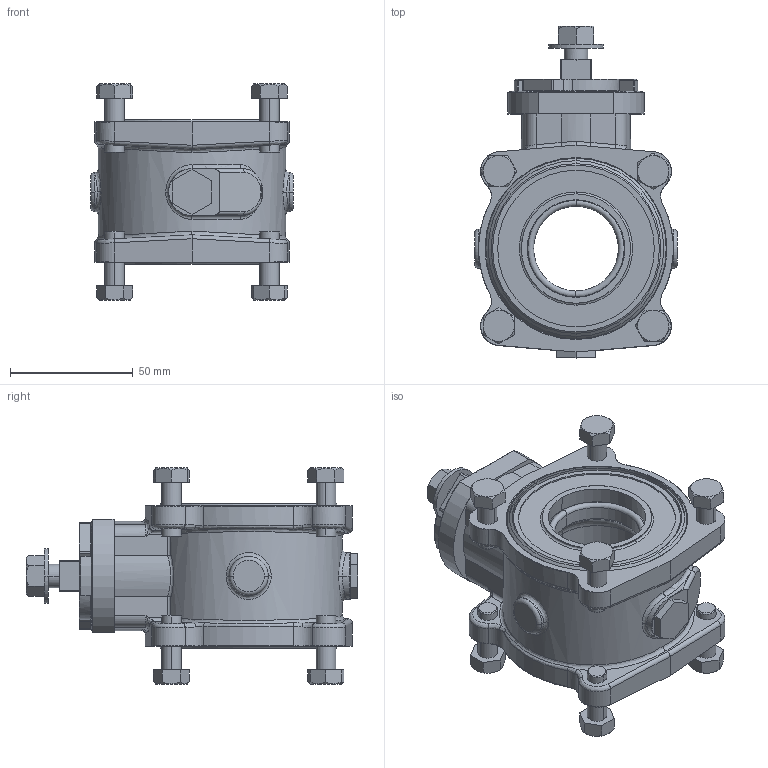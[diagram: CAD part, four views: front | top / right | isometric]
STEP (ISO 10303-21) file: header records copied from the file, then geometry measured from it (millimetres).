
FILE_DESCRIPTION((''),'2;1');
FILE_NAME('8815','2012-01-25T',('sobri'),(''),'PRO/ENGINEER BY PARAMETRIC TECHNOLOGY CORPORATION, 2011180','PRO/ENGINEER BY PARAMETRIC TECHNOLOGY CORPORATION, 2011180','');
FILE_SCHEMA(('CONFIG_CONTROL_DESIGN'));
Length unit declared in the file: inch
Products named in the file (1): 8815
Bounding box: 82.55 x 135 x 87.88 mm (x, y, z)
Volume: 256993.5 mm3; surface area: 89867.3 mm2
Topology: 1 solids, 2 shells, 781 faces, 1835 edges, 1114 vertices
Faces by surface type: plane 250, cylinder 244, cone 144, bspline 92, torus 39, sphere 12
Entity records: 30797 total; most frequent: CARTESIAN_POINT 13552, ORIENTED_EDGE 3658, DIRECTION 3482, EDGE_CURVE 1829, AXIS2_PLACEMENT_3D 1383, VERTEX_POINT 1114, EDGE_LOOP 857, FACE_OUTER_BOUND 781
